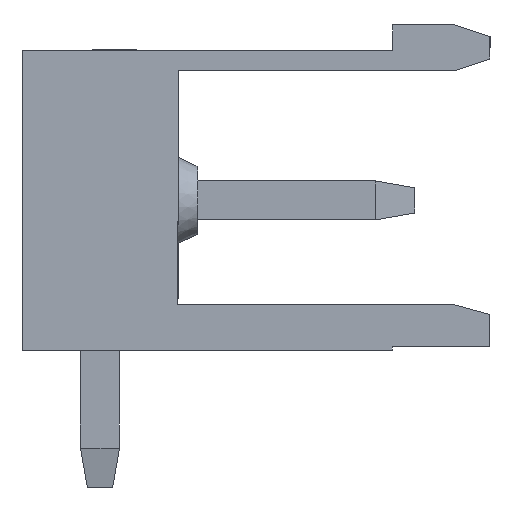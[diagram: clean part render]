
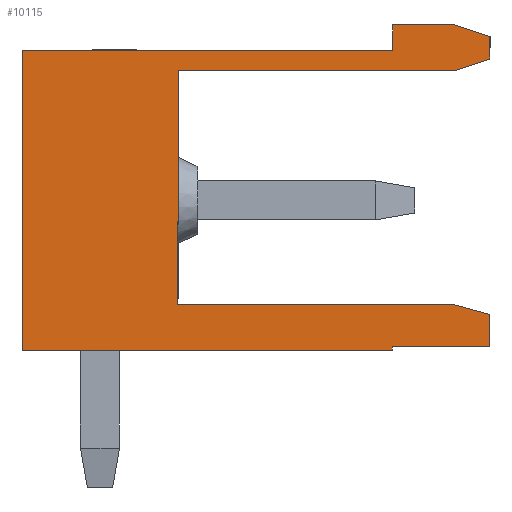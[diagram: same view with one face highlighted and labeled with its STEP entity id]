
A CAD part, left-side view. The second image highlights one B-rep face of the part: STEP entity #10115.
In plain terms, the highlighted planar face has unit normal (-1, 0, 0).
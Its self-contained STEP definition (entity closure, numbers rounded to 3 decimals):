
#190 = ORIENTED_EDGE ( 'NONE', *, *, #8842, .F. ) ;
#239 = EDGE_CURVE ( 'NONE', #15405, #9233, #10304, .T. ) ;
#373 = DIRECTION ( 'NONE',  ( 0., -1., 0. ) ) ;
#401 = ORIENTED_EDGE ( 'NONE', *, *, #6435, .T. ) ;
#471 = EDGE_CURVE ( 'NONE', #11221, #4810, #13041, .T. ) ;
#700 = CARTESIAN_POINT ( 'NONE',  ( -7.62, 12., 6.7 ) ) ;
#768 = VERTEX_POINT ( 'NONE', #15456 ) ;
#797 = DIRECTION ( 'NONE',  ( 0., -1., 0. ) ) ;
#844 = CARTESIAN_POINT ( 'NONE',  ( -7.62, 0.9, 0.175 ) ) ;
#918 = EDGE_CURVE ( 'NONE', #1339, #5469, #8890, .T. ) ;
#1042 = CARTESIAN_POINT ( 'NONE',  ( -7.62, 2.5, -1. ) ) ;
#1055 = EDGE_CURVE ( 'NONE', #13106, #15405, #1889, .T. ) ;
#1057 = LINE ( 'NONE', #14905, #13937 ) ;
#1339 = VERTEX_POINT ( 'NONE', #1042 ) ;
#1442 = VECTOR ( 'NONE', #3839, 1000. ) ;
#1479 = DIRECTION ( 'NONE',  ( 0., -0.949, 0.316 ) ) ;
#1609 = VECTOR ( 'NONE', #14562, 1000. ) ;
#1692 = LINE ( 'NONE', #6605, #3616 ) ;
#1806 = VECTOR ( 'NONE', #1479, 1000. ) ;
#1889 = LINE ( 'NONE', #14833, #15425 ) ;
#2199 = EDGE_CURVE ( 'NONE', #4810, #6092, #16125, .T. ) ;
#2768 = ORIENTED_EDGE ( 'NONE', *, *, #4993, .F. ) ;
#2833 = VERTEX_POINT ( 'NONE', #8471 ) ;
#2940 = AXIS2_PLACEMENT_3D ( 'NONE', #10727, #4491, #14824 ) ;
#3313 = EDGE_CURVE ( 'NONE', #11232, #12030, #14425, .T. ) ;
#3564 = ORIENTED_EDGE ( 'NONE', *, *, #1055, .T. ) ;
#3574 = DIRECTION ( 'NONE',  ( 0., 0., 1. ) ) ;
#3616 = VECTOR ( 'NONE', #6778, 1000. ) ;
#3680 = VERTEX_POINT ( 'NONE', #11056 ) ;
#3826 = ORIENTED_EDGE ( 'NONE', *, *, #239, .T. ) ;
#3839 = DIRECTION ( 'NONE',  ( 0., 1., 0. ) ) ;
#4018 = CARTESIAN_POINT ( 'NONE',  ( -7.62, 0.9, 7.35 ) ) ;
#4113 = DIRECTION ( 'NONE',  ( 0., 1., 0. ) ) ;
#4491 = DIRECTION ( 'NONE',  ( 1., 0., 0. ) ) ;
#4492 = ORIENTED_EDGE ( 'NONE', *, *, #2199, .F. ) ;
#4639 = ORIENTED_EDGE ( 'NONE', *, *, #5181, .F. ) ;
#4806 = CARTESIAN_POINT ( 'NONE',  ( -7.62, 12., -1. ) ) ;
#4810 = VERTEX_POINT ( 'NONE', #7418 ) ;
#4993 = EDGE_CURVE ( 'NONE', #5469, #3680, #16121, .T. ) ;
#5181 = EDGE_CURVE ( 'NONE', #3680, #11221, #11946, .T. ) ;
#5381 = CARTESIAN_POINT ( 'NONE',  ( -7.62, 2.5, 6.7 ) ) ;
#5392 = ORIENTED_EDGE ( 'NONE', *, *, #8492, .T. ) ;
#5469 = VERTEX_POINT ( 'NONE', #5663 ) ;
#5663 = CARTESIAN_POINT ( 'NONE',  ( -7.62, 12., -1. ) ) ;
#6092 = VERTEX_POINT ( 'NONE', #4018 ) ;
#6209 = ORIENTED_EDGE ( 'NONE', *, *, #6726, .F. ) ;
#6238 = DIRECTION ( 'NONE',  ( 0., 0.95, 0.312 ) ) ;
#6425 = VECTOR ( 'NONE', #9220, 1000. ) ;
#6435 = EDGE_CURVE ( 'NONE', #11232, #8728, #14844, .T. ) ;
#6605 = CARTESIAN_POINT ( 'NONE',  ( -7.62, 0., -0.9 ) ) ;
#6726 = EDGE_CURVE ( 'NONE', #11973, #2833, #1057, .T. ) ;
#6778 = DIRECTION ( 'NONE',  ( 0., 1., 0. ) ) ;
#6795 = ORIENTED_EDGE ( 'NONE', *, *, #3313, .F. ) ;
#6860 = DIRECTION ( 'NONE',  ( 0., 0., 1. ) ) ;
#6899 = ORIENTED_EDGE ( 'NONE', *, *, #8347, .T. ) ;
#6967 = VECTOR ( 'NONE', #6860, 1000. ) ;
#7107 = CARTESIAN_POINT ( 'NONE',  ( -7.62, 2.5, -0.9 ) ) ;
#7418 = CARTESIAN_POINT ( 'NONE',  ( -7.62, 2.5, 7.35 ) ) ;
#7449 = ORIENTED_EDGE ( 'NONE', *, *, #471, .F. ) ;
#7539 = LINE ( 'NONE', #12499, #16067 ) ;
#7723 = CARTESIAN_POINT ( 'NONE',  ( -7.62, 0.9, 6.175 ) ) ;
#7881 = CARTESIAN_POINT ( 'NONE',  ( -7.62, 0., -0.9 ) ) ;
#8120 = DIRECTION ( 'NONE',  ( 0., 0., -1. ) ) ;
#8347 = EDGE_CURVE ( 'NONE', #8728, #13106, #15438, .T. ) ;
#8406 = FACE_OUTER_BOUND ( 'NONE', #11211, .T. ) ;
#8411 = DIRECTION ( 'NONE',  ( 0., 0., -1. ) ) ;
#8415 = DIRECTION ( 'NONE',  ( 0., 0., 1. ) ) ;
#8471 = CARTESIAN_POINT ( 'NONE',  ( -7.62, 0., 6.475 ) ) ;
#8492 = EDGE_CURVE ( 'NONE', #11973, #6092, #7539, .T. ) ;
#8728 = VERTEX_POINT ( 'NONE', #844 ) ;
#8842 = EDGE_CURVE ( 'NONE', #768, #1339, #10808, .T. ) ;
#8890 = LINE ( 'NONE', #10070, #1442 ) ;
#8917 = CARTESIAN_POINT ( 'NONE',  ( -7.62, 0., 7.054 ) ) ;
#9201 = VECTOR ( 'NONE', #797, 1000. ) ;
#9220 = DIRECTION ( 'NONE',  ( 0., -1., 0. ) ) ;
#9233 = VERTEX_POINT ( 'NONE', #7723 ) ;
#9242 = CARTESIAN_POINT ( 'NONE',  ( -7.62, 12., 0.175 ) ) ;
#9333 = CARTESIAN_POINT ( 'NONE',  ( -7.62, 8., 0.175 ) ) ;
#9458 = PLANE ( 'NONE',  #2940 ) ;
#9746 = CARTESIAN_POINT ( 'NONE',  ( -7.62, 0., -0.075 ) ) ;
#9857 = CARTESIAN_POINT ( 'NONE',  ( -7.62, 8., 6.175 ) ) ;
#9979 = DIRECTION ( 'NONE',  ( 0., 0.964, 0.268 ) ) ;
#10070 = CARTESIAN_POINT ( 'NONE',  ( -7.62, 2.5, -1. ) ) ;
#10115 = ADVANCED_FACE ( 'NONE', ( #8406 ), #9458, .F. ) ;
#10137 = ORIENTED_EDGE ( 'NONE', *, *, #13491, .F. ) ;
#10304 = LINE ( 'NONE', #12894, #6425 ) ;
#10727 = CARTESIAN_POINT ( 'NONE',  ( -7.62, 12., 2.85 ) ) ;
#10808 = LINE ( 'NONE', #7107, #1609 ) ;
#10919 = ORIENTED_EDGE ( 'NONE', *, *, #918, .F. ) ;
#11056 = CARTESIAN_POINT ( 'NONE',  ( -7.62, 12., 6.7 ) ) ;
#11115 = VECTOR ( 'NONE', #3574, 1000. ) ;
#11191 = CARTESIAN_POINT ( 'NONE',  ( -7.62, 0., 6.475 ) ) ;
#11211 = EDGE_LOOP ( 'NONE', ( #6209, #5392, #4492, #7449, #4639, #2768, #10919, #190, #10137, #6795, #401, #6899, #3564, #3826, #12618 ) ) ;
#11221 = VERTEX_POINT ( 'NONE', #13039 ) ;
#11232 = VERTEX_POINT ( 'NONE', #11961 ) ;
#11946 = LINE ( 'NONE', #700, #13247 ) ;
#11961 = CARTESIAN_POINT ( 'NONE',  ( -7.62, 0., -0.075 ) ) ;
#11973 = VERTEX_POINT ( 'NONE', #8917 ) ;
#12030 = VERTEX_POINT ( 'NONE', #7881 ) ;
#12440 = VECTOR ( 'NONE', #8120, 1000. ) ;
#12499 = CARTESIAN_POINT ( 'NONE',  ( -7.62, 0., 7.054 ) ) ;
#12618 = ORIENTED_EDGE ( 'NONE', *, *, #15443, .T. ) ;
#12894 = CARTESIAN_POINT ( 'NONE',  ( -7.62, -2.766, 6.175 ) ) ;
#13039 = CARTESIAN_POINT ( 'NONE',  ( -7.62, 2.5, 6.7 ) ) ;
#13041 = LINE ( 'NONE', #5381, #6967 ) ;
#13106 = VERTEX_POINT ( 'NONE', #9333 ) ;
#13247 = VECTOR ( 'NONE', #373, 1000. ) ;
#13491 = EDGE_CURVE ( 'NONE', #12030, #768, #1692, .T. ) ;
#13680 = LINE ( 'NONE', #11191, #1806 ) ;
#13937 = VECTOR ( 'NONE', #8411, 1000. ) ;
#14425 = LINE ( 'NONE', #15919, #12440 ) ;
#14473 = VECTOR ( 'NONE', #4113, 1000. ) ;
#14562 = DIRECTION ( 'NONE',  ( 0., 0., -1. ) ) ;
#14824 = DIRECTION ( 'NONE',  ( 0., 0., 1. ) ) ;
#14833 = CARTESIAN_POINT ( 'NONE',  ( -7.62, 8., 0.175 ) ) ;
#14844 = LINE ( 'NONE', #9746, #15168 ) ;
#14905 = CARTESIAN_POINT ( 'NONE',  ( -7.62, 0., 7.35 ) ) ;
#14971 = CARTESIAN_POINT ( 'NONE',  ( -7.62, 2.5, 7.35 ) ) ;
#15168 = VECTOR ( 'NONE', #9979, 1000. ) ;
#15405 = VERTEX_POINT ( 'NONE', #9857 ) ;
#15425 = VECTOR ( 'NONE', #8415, 1000. ) ;
#15438 = LINE ( 'NONE', #9242, #14473 ) ;
#15443 = EDGE_CURVE ( 'NONE', #9233, #2833, #13680, .T. ) ;
#15456 = CARTESIAN_POINT ( 'NONE',  ( -7.62, 2.5, -0.9 ) ) ;
#15919 = CARTESIAN_POINT ( 'NONE',  ( -7.62, 0., 7.35 ) ) ;
#16067 = VECTOR ( 'NONE', #6238, 1000. ) ;
#16121 = LINE ( 'NONE', #4806, #11115 ) ;
#16125 = LINE ( 'NONE', #14971, #9201 ) ;
